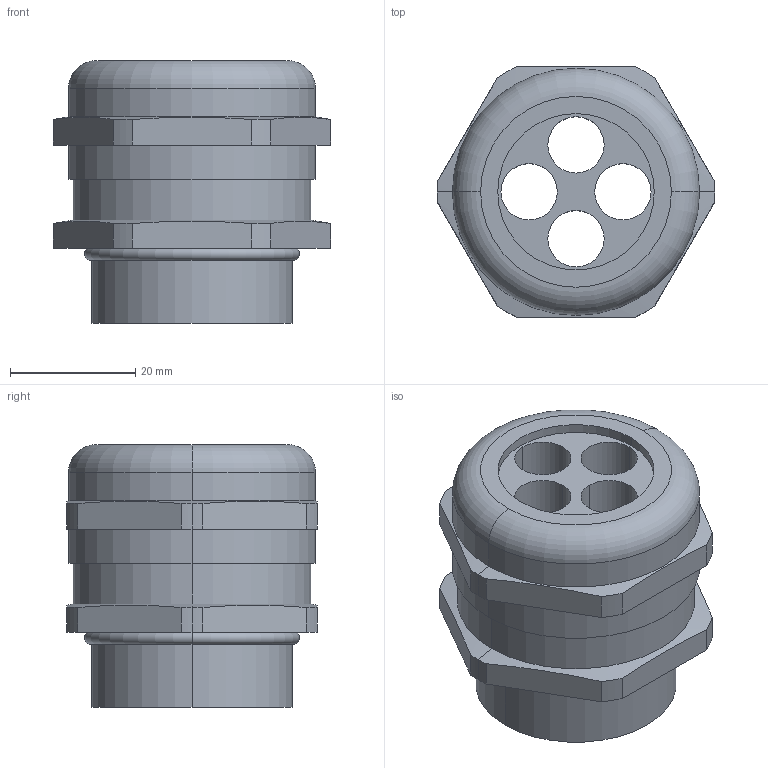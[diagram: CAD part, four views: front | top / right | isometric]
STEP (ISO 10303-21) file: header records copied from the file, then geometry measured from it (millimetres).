
FILE_DESCRIPTION((''),'2;1');
FILE_NAME('3D_1021090191002_WNAM-M32__4X9_','2017-09-18T',('ch.chen'),(''),'PRO/ENGINEER BY PARAMETRIC TECHNOLOGY CORPORATION, 2012480','PRO/ENGINEER BY PARAMETRIC TECHNOLOGY CORPORATION, 2012480','');
FILE_SCHEMA(('AUTOMOTIVE_DESIGN { 1 0 10303 214 1 1 1 1 }'));
Length unit declared in the file: millimetre
Products named in the file (1): 3D_1021090191002_WNAM-M32__4X9_
Bounding box: 44.3 x 40 x 42 mm (x, y, z)
Volume: 28541.6 mm3; surface area: 11108 mm2
Topology: 1 solids, 1 shells, 61 faces, 156 edges, 102 vertices
Faces by surface type: cylinder 34, plane 19, torus 4, cone 4
Entity records: 2039 total; most frequent: CARTESIAN_POINT 427, DIRECTION 348, ORIENTED_EDGE 312, EDGE_CURVE 156, AXIS2_PLACEMENT_3D 143, VERTEX_POINT 102, CIRCLE 82, EDGE_LOOP 74
